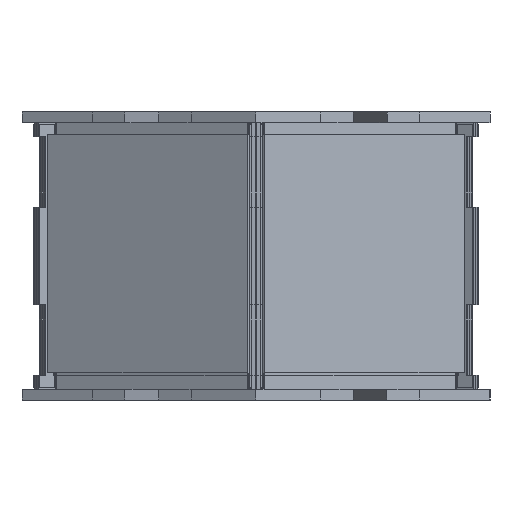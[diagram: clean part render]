
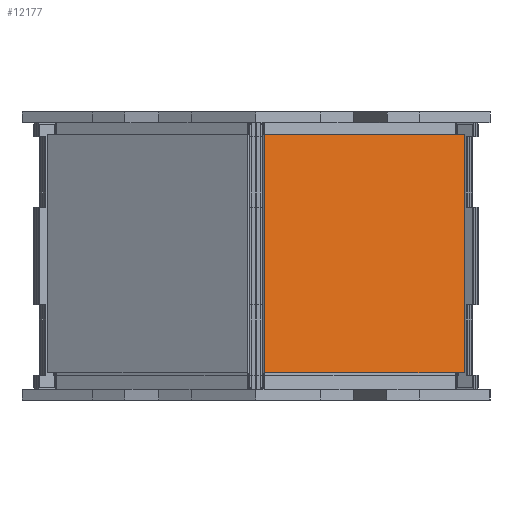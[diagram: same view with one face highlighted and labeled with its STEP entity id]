
A CAD part, left-side view. The second image highlights one B-rep face of the part: STEP entity #12177.
In plain terms, the highlighted free-form (B-spline) face has degree [1, 1] with [2, 2] control points.
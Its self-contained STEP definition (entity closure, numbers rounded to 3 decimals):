
#12020=CARTESIAN_POINT('V3',(-795.935,50.0,1675.0));
#12021=VERTEX_POINT('V3',#12020);
#12027=CARTESIAN_POINT('V2',(-795.935,50.0,-1675.0));
#12028=VERTEX_POINT('V2',#12027);
#12029=CARTESIAN_POINT('E2',(-795.935,50.0,-1675.0));
#12030=CARTESIAN_POINT('E2',(-795.935,50.0,1675.0));
#12031=B_SPLINE_CURVE_WITH_KNOTS('E2',1,(#12029,#12030),
   .POLYLINE_FORM.,.F.,.U.,(2,2),(5.247,
   110.18),.UNSPECIFIED.);
#12032=EDGE_CURVE('E2',#12028,#12021,#12031,.T.);
#12049=CARTESIAN_POINT('V11',(2444.285,50.0,1675.0));
#12050=VERTEX_POINT('V11',#12049);
#12056=CARTESIAN_POINT('E25',(2444.285,50.0,1675.0));
#12057=CARTESIAN_POINT('E25',(-795.935,50.0,1675.0));
#12058=QUASI_UNIFORM_CURVE('E25',1,(#12056,#12057),.POLYLINE_FORM.,
   .F.,.U.);
#12059=EDGE_CURVE('E25',#12050,#12021,#12058,.T.);
#12134=CARTESIAN_POINT('V10',(2444.285,50.0,-1675.0));
#12135=VERTEX_POINT('V10',#12134);
#12136=CARTESIAN_POINT('E23',(-795.935,50.0,-1675.0));
#12137=CARTESIAN_POINT('E23',(2444.285,50.0,-1675.0));
#12138=QUASI_UNIFORM_CURVE('E23',1,(#12136,#12137),.POLYLINE_FORM.,
   .F.,.U.);
#12139=EDGE_CURVE('E23',#12028,#12135,#12138,.T.);
#12156=CARTESIAN_POINT('E12',(2444.285,50.0,1675.0));
#12157=CARTESIAN_POINT('E12',(2444.285,50.0,-1675.0));
#12158=B_SPLINE_CURVE_WITH_KNOTS('E12',1,(#12156,#12157),
   .POLYLINE_FORM.,.F.,.U.,(2,2),(5.247,
   110.18),.UNSPECIFIED.);
#12159=EDGE_CURVE('E12',#12050,#12135,#12158,.T.);
#12166=CARTESIAN_POINT('F10',(-824.275,50.0,
   -1675.1));
#12167=CARTESIAN_POINT('F10',(-824.275,50.0,
   1675.1));
#12168=CARTESIAN_POINT('F10',(2472.625,50.0,
   -1675.1));
#12169=CARTESIAN_POINT('F10',(2472.625,50.0,
   1675.1));
#12170=QUASI_UNIFORM_SURFACE('F10',1,1,((#12166,#12168),(#12167,
   #12169)),.PLANE_SURF.,.F.,.F.,.U.);
#12171=ORIENTED_EDGE('E12',*,*,#12159,.T.);
#12172=ORIENTED_EDGE('E23',*,*,#12139,.F.);
#12173=ORIENTED_EDGE('E2',*,*,#12032,.T.);
#12174=ORIENTED_EDGE('E25',*,*,#12059,.F.);
#12175=EDGE_LOOP('F10',(#12171,#12172,#12173,#12174));
#12176=FACE_OUTER_BOUND('F10',#12175,.T.);
#12177=ADVANCED_FACE('F10',(#12176),#12170,.T.);
